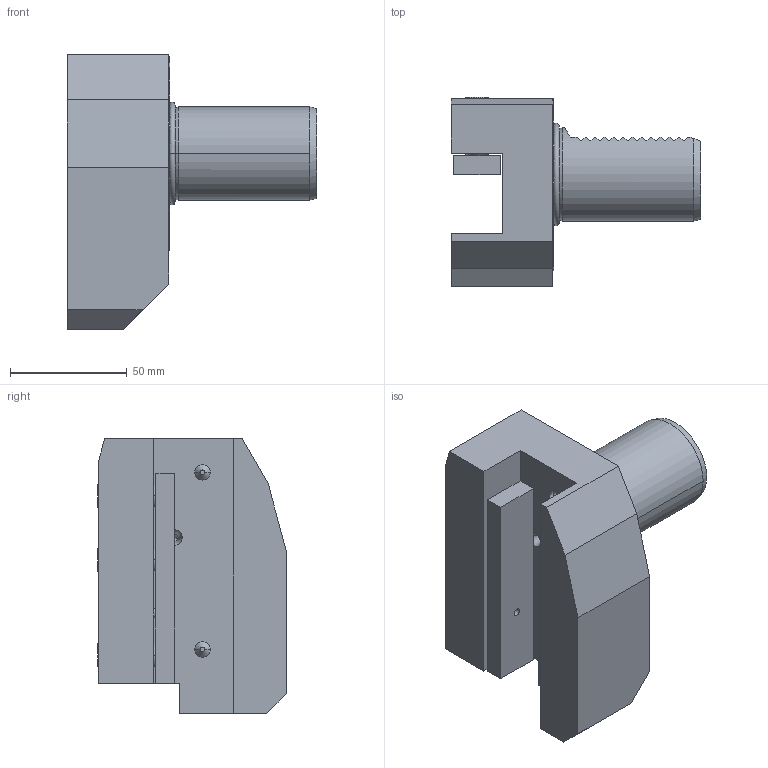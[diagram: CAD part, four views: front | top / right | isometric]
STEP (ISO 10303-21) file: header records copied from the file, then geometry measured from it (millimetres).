
FILE_DESCRIPTION((''),'2;1');
FILE_NAME('223115250_SW0001','2015-03-31T',('czauner'),(''),'PRO/ENGINEER BY PARAMETRIC TECHNOLOGY CORPORATION, 2011040','PRO/ENGINEER BY PARAMETRIC TECHNOLOGY CORPORATION, 2011040','');
FILE_SCHEMA(('AUTOMOTIVE_DESIGN { 1 2 10303 214 0 1 1 1 }'));
Length unit declared in the file: millimetre
Products named in the file (1): 223115250_SW0001
Bounding box: 107 x 81 x 118 mm (x, y, z)
Volume: 362928.8 mm3; surface area: 56102.6 mm2
Topology: 2 solids, 2 shells, 321 faces, 739 edges, 436 vertices
Faces by surface type: plane 138, cone 91, cylinder 66, torus 16, bspline 4, revolution 4, sphere 2
Entity records: 17455 total; most frequent: CARTESIAN_POINT 6919, ORIENTED_EDGE 1458, DIRECTION 1453, EDGE_CURVE 729, AXIS2_PLACEMENT_3D 550, FILL_AREA_STYLE_COLOUR 542, FILL_AREA_STYLE 542, SURFACE_STYLE_FILL_AREA 542
